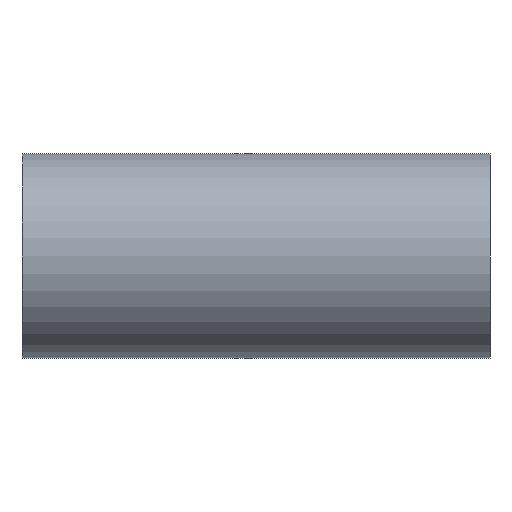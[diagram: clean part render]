
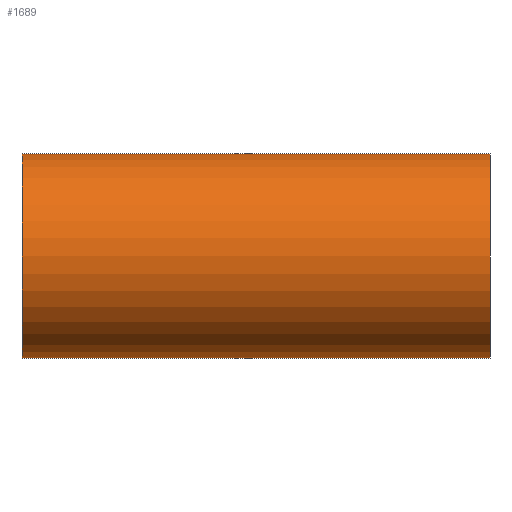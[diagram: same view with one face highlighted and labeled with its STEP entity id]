
A CAD part, left-side view. The second image highlights one B-rep face of the part: STEP entity #1689.
In plain terms, the highlighted cylindrical face has radius 35 mm (diameter 70 mm), a full revolution.
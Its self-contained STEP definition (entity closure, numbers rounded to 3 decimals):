
#1486=CARTESIAN_POINT('',(31.327,0.,-15.608));
#1487=VERTEX_POINT('',#1486);
#1567=CARTESIAN_POINT('',(31.327,0.,-15.608));
#1568=CARTESIAN_POINT('',(31.327,0.,-15.608));
#1569=CARTESIAN_POINT('',(31.327,0.,-15.608));
#1570=CARTESIAN_POINT('',(31.327,0.,-15.608));
#1571=CARTESIAN_POINT('',(31.327,0.156,-15.608));
#1572=CARTESIAN_POINT('',(31.331,0.779,-15.6));
#1573=CARTESIAN_POINT('',(31.373,2.02,-15.517));
#1574=CARTESIAN_POINT('',(31.508,3.712,-15.242));
#1575=CARTESIAN_POINT('',(31.684,5.054,-14.873));
#1576=CARTESIAN_POINT('',(31.869,6.208,-14.471));
#1577=CARTESIAN_POINT('',(32.182,7.905,-13.776));
#1578=CARTESIAN_POINT('',(32.669,9.869,-12.601));
#1579=CARTESIAN_POINT('',(33.211,11.678,-11.071));
#1580=CARTESIAN_POINT('',(33.616,12.903,-9.78));
#1581=CARTESIAN_POINT('',(33.966,13.884,-8.479));
#1582=CARTESIAN_POINT('',(34.196,14.496,-7.474));
#1583=CARTESIAN_POINT('',(34.408,15.047,-6.439));
#1584=CARTESIAN_POINT('',(34.622,15.586,-5.223));
#1585=CARTESIAN_POINT('',(34.819,16.067,-3.664));
#1586=CARTESIAN_POINT('',(34.914,16.295,-2.507));
#1587=CARTESIAN_POINT('',(34.981,16.455,-1.34));
#1588=CARTESIAN_POINT('',(35.015,16.535,-0.008));
#1589=CARTESIAN_POINT('',(34.971,16.431,1.757));
#1590=CARTESIAN_POINT('',(34.823,16.079,3.701));
#1591=CARTESIAN_POINT('',(34.548,15.405,5.752));
#1592=CARTESIAN_POINT('',(34.213,14.547,7.428));
#1593=CARTESIAN_POINT('',(33.974,13.9,8.417));
#1594=CARTESIAN_POINT('',(33.809,13.444,9.059));
#1595=CARTESIAN_POINT('',(33.533,12.66,10.061));
#1596=CARTESIAN_POINT('',(33.125,11.414,11.332));
#1597=CARTESIAN_POINT('',(32.763,10.157,12.32));
#1598=CARTESIAN_POINT('',(32.414,8.83,13.214));
#1599=CARTESIAN_POINT('',(32.047,7.249,14.086));
#1600=CARTESIAN_POINT('',(31.747,5.513,14.739));
#1601=CARTESIAN_POINT('',(31.539,3.921,15.177));
#1602=CARTESIAN_POINT('',(31.38,2.299,15.502));
#1603=CARTESIAN_POINT('',(31.297,0.012,15.668));
#1604=CARTESIAN_POINT('',(31.364,-1.858,15.535));
#1605=CARTESIAN_POINT('',(31.493,-3.494,15.271));
#1606=CARTESIAN_POINT('',(31.63,-4.695,14.987));
#1607=CARTESIAN_POINT('',(31.842,-6.063,14.532));
#1608=CARTESIAN_POINT('',(32.088,-7.386,13.983));
#1609=CARTESIAN_POINT('',(32.329,-8.464,13.416));
#1610=CARTESIAN_POINT('',(32.668,-9.82,12.574));
#1611=CARTESIAN_POINT('',(33.073,-11.252,11.494));
#1612=CARTESIAN_POINT('',(33.62,-12.926,9.792));
#1613=CARTESIAN_POINT('',(34.119,-14.306,7.892));
#1614=CARTESIAN_POINT('',(34.544,-15.396,5.778));
#1615=CARTESIAN_POINT('',(34.797,-16.014,3.899));
#1616=CARTESIAN_POINT('',(34.927,-16.326,2.362));
#1617=CARTESIAN_POINT('',(35.006,-16.515,0.794));
#1618=CARTESIAN_POINT('',(35.007,-16.516,-0.977));
#1619=CARTESIAN_POINT('',(34.914,-16.297,-2.543));
#1620=CARTESIAN_POINT('',(34.773,-15.956,-4.073));
#1621=CARTESIAN_POINT('',(34.547,-15.403,-5.761));
#1622=CARTESIAN_POINT('',(34.123,-14.314,-7.879));
#1623=CARTESIAN_POINT('',(33.664,-13.049,-9.623));
#1624=CARTESIAN_POINT('',(33.215,-11.69,-11.061));
#1625=CARTESIAN_POINT('',(32.804,-10.318,-12.221));
#1626=CARTESIAN_POINT('',(32.412,-8.831,-13.222));
#1627=CARTESIAN_POINT('',(32.051,-7.223,-14.07));
#1628=CARTESIAN_POINT('',(31.742,-5.502,-14.75));
#1629=CARTESIAN_POINT('',(31.508,-3.711,-15.242));
#1630=CARTESIAN_POINT('',(31.361,-1.873,-15.541));
#1631=CARTESIAN_POINT('',(31.327,-0.622,-15.608));
#1632=CARTESIAN_POINT('',(31.327,0.,-15.608));
#1633=B_SPLINE_CURVE_WITH_KNOTS('',3,(#1567,#1568,#1569,#1570,#1571,#1572,#1573,#1574,#1575,#1576,#1577,#1578,#1579,#1580,#1581,#1582,#1583,#1584,#1585,#1586,#1587,#1588,#1589,#1590,#1591,#1592,#1593,#1594,#1595,#1596,#1597,#1598,#1599,#1600,#1601,#1602,#1603,#1604,#1605,#1606,#1607,#1608,#1609,#1610,#1611,#1612,#1613,#1614,#1615,#1616,#1617,#1618,#1619,#1620,#1621,#1622,#1623,#1624,#1625,#1626,#1627,#1628,#1629,#1630,#1631,#1632),.UNSPECIFIED.,.T.,.U.,(4,3,1,1,1,1,1,1,1,1,1,1,1,1,1,1,1,1,1,1,1,1,1,1,1,1,1,1,1,1,1,1,1,1,1,1,1,1,1,1,1,1,1,1,1,1,1,1,1,1,1,1,1,1,1,1,1,1,1,1,1,4),(-8.856,-8.856,-8.817,-8.698,-8.54,-8.382,-8.342,-8.224,-7.907,-7.749,-7.591,-7.433,-7.314,-7.275,-7.117,-6.959,-6.84,-6.8,-6.642,-6.484,-6.326,-6.115,-5.904,-5.825,-5.799,-5.693,-5.482,-5.324,-5.272,-5.061,-4.85,-4.797,-4.639,-4.428,-4.217,-4.165,-4.006,-3.901,-3.796,-3.637,-3.585,-3.374,-3.163,-2.952,-2.741,-2.53,-2.425,-2.32,-2.109,-1.95,-1.898,-1.687,-1.476,-1.265,-1.107,-0.949,-0.791,-0.633,-0.474,-0.316,-0.158,0.),.UNSPECIFIED.);
#1634=EDGE_CURVE('',#1487,#1487,#1633,.T.);
#1659=CARTESIAN_POINT('',(0.,0.,0.0));
#1660=DIRECTION('',(0.,-1.0,0.0));
#1661=DIRECTION('',(1.0,0.0,0.0));
#1662=AXIS2_PLACEMENT_3D('',#1659,#1660,#1661);
#1663=CYLINDRICAL_SURFACE('',#1662,35.);
#1664=CARTESIAN_POINT('',(35.,-80.,0.0));
#1665=VERTEX_POINT('',#1664);
#1666=CARTESIAN_POINT('',(0.,-80.,0.0));
#1667=DIRECTION('',(0.0,-1.0,0.0));
#1668=DIRECTION('',(1.0,0.0,0.0));
#1669=AXIS2_PLACEMENT_3D('',#1666,#1667,#1668);
#1670=CIRCLE('',#1669,35.);
#1671=EDGE_CURVE('',#1665,#1665,#1670,.T.);
#1672=ORIENTED_EDGE('',*,*,#1671,.F.);
#1673=EDGE_LOOP('',(#1672));
#1674=FACE_OUTER_BOUND('',#1673,.T.);
#1675=CARTESIAN_POINT('',(35.,80.0,0.0));
#1676=VERTEX_POINT('',#1675);
#1677=CARTESIAN_POINT('',(0.,80.,0.0));
#1678=DIRECTION('',(0.0,-1.0,0.0));
#1679=DIRECTION('',(1.0,0.0,0.0));
#1680=AXIS2_PLACEMENT_3D('',#1677,#1678,#1679);
#1681=CIRCLE('',#1680,35.);
#1682=EDGE_CURVE('',#1676,#1676,#1681,.T.);
#1683=ORIENTED_EDGE('',*,*,#1682,.T.);
#1684=EDGE_LOOP('',(#1683));
#1685=FACE_BOUND('',#1684,.T.);
#1686=ORIENTED_EDGE('',*,*,#1634,.F.);
#1687=EDGE_LOOP('',(#1686));
#1688=FACE_BOUND('',#1687,.T.);
#1689=ADVANCED_FACE('',(#1674,#1685,#1688),#1663,.T.);
